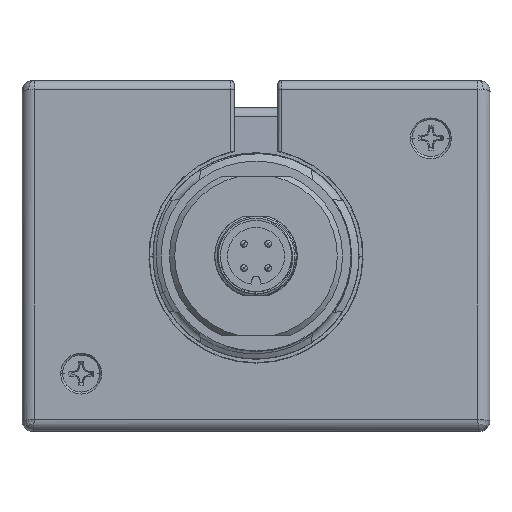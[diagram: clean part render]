
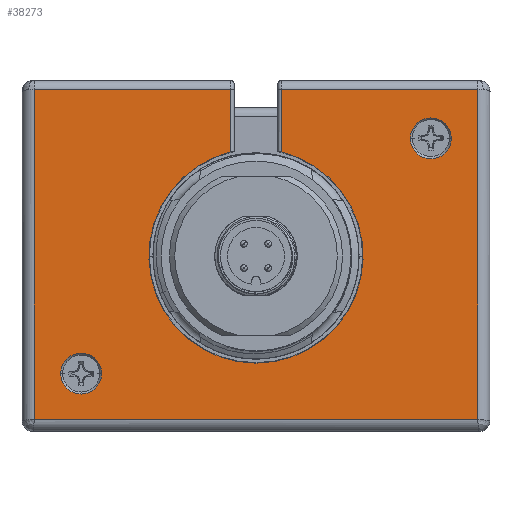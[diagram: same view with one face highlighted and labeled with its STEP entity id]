
A CAD part, front view. The second image highlights one B-rep face of the part: STEP entity #38273.
In plain terms, the highlighted planar face has unit normal (0, -1, 0).
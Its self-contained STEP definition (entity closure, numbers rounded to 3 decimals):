
#31438=CARTESIAN_POINT('',(25.4,0.,17.09));
#31439=DIRECTION('',(0.,1.,0.));
#31440=DIRECTION('',(-1.,0.,0.));
#31441=AXIS2_PLACEMENT_3D('',#31438,#31439,#31440);
#31443=CARTESIAN_POINT('',(25.4,0.,17.09));
#31444=DIRECTION('',(0.,1.,0.));
#31445=DIRECTION('',(1.,0.,0.));
#31446=AXIS2_PLACEMENT_3D('',#31443,#31444,#31445);
#31448=CARTESIAN_POINT('',(-25.4,0.,-17.09));
#31449=DIRECTION('',(0.,1.,0.));
#31450=DIRECTION('',(-1.,0.,0.));
#31451=AXIS2_PLACEMENT_3D('',#31448,#31449,#31450);
#31453=CARTESIAN_POINT('',(-25.4,0.,-17.09));
#31454=DIRECTION('',(0.,1.,0.));
#31455=DIRECTION('',(1.,0.,0.));
#31456=AXIS2_PLACEMENT_3D('',#31453,#31454,#31455);
#31458=DIRECTION('',(1.,0.,0.));
#31459=VECTOR('',#31458,28.525);
#31460=CARTESIAN_POINT('',(3.675,0.,24.15));
#31461=LINE('',#31460,#31459);
#31462=DIRECTION('',(0.,0.,-1.));
#31463=VECTOR('',#31462,47.85);
#31464=CARTESIAN_POINT('',(32.2,0.,24.15));
#31465=LINE('',#31464,#31463);
#31466=DIRECTION('',(-1.,0.,0.));
#31467=VECTOR('',#31466,64.4);
#31468=CARTESIAN_POINT('',(32.2,0.,-23.7));
#31469=LINE('',#31468,#31467);
#31470=DIRECTION('',(0.,0.,-1.));
#31471=VECTOR('',#31470,47.85);
#31472=CARTESIAN_POINT('',(-32.2,0.,24.15));
#31473=LINE('',#31472,#31471);
#31474=DIRECTION('',(1.,0.,0.));
#31475=VECTOR('',#31474,28.525);
#31476=CARTESIAN_POINT('',(-32.2,0.,24.15));
#31477=LINE('',#31476,#31475);
#31478=DIRECTION('',(0.,0.,1.));
#31479=VECTOR('',#31478,9.027);
#31480=CARTESIAN_POINT('',(-3.675,0.,15.123));
#31481=LINE('',#31480,#31479);
#31482=CARTESIAN_POINT('',(0.,0.,0.));
#31483=DIRECTION('',(0.,1.,0.));
#31484=DIRECTION('',(0.236,0.,0.972));
#31485=AXIS2_PLACEMENT_3D('',#31482,#31483,#31484);
#31487=DIRECTION('',(0.,0.,-1.));
#31488=VECTOR('',#31487,9.027);
#31489=CARTESIAN_POINT('',(3.675,0.,24.15));
#31490=LINE('',#31489,#31488);
#32643=CARTESIAN_POINT('',(-3.675,0.,15.123));
#32650=CARTESIAN_POINT('',(3.675,0.,15.123));
#37042=CARTESIAN_POINT('',(32.2,0.,-23.7));
#37043=CARTESIAN_POINT('',(-32.2,0.,-23.7));
#37044=VERTEX_POINT('',#37042);
#37045=VERTEX_POINT('',#37043);
#37055=VERTEX_POINT('',#32643);
#37060=VERTEX_POINT('',#32650);
#37071=CARTESIAN_POINT('',(32.2,0.,24.15));
#37072=VERTEX_POINT('',#37071);
#37075=CARTESIAN_POINT('',(3.675,0.,24.15));
#37076=VERTEX_POINT('',#37075);
#37081=CARTESIAN_POINT('',(-32.2,0.,24.15));
#37082=CARTESIAN_POINT('',(-3.675,0.,24.15));
#37083=VERTEX_POINT('',#37081);
#37084=VERTEX_POINT('',#37082);
#38176=CARTESIAN_POINT('',(22.425,0.,17.09));
#38177=CARTESIAN_POINT('',(28.375,0.,17.09));
#38178=VERTEX_POINT('',#38176);
#38179=VERTEX_POINT('',#38177);
#38180=CARTESIAN_POINT('',(-28.375,0.,-17.09));
#38181=CARTESIAN_POINT('',(-22.425,0.,-17.09));
#38182=VERTEX_POINT('',#38180);
#38183=VERTEX_POINT('',#38181);
#38239=CARTESIAN_POINT('',(-34.,0.,-25.5));
#38240=DIRECTION('',(0.,-1.,0.));
#38241=DIRECTION('',(1.,0.,0.));
#38242=AXIS2_PLACEMENT_3D('',#38239,#38240,#38241);
#38243=PLANE('',#38242);
#38245=ORIENTED_EDGE('',*,*,#38244,.T.);
#38247=ORIENTED_EDGE('',*,*,#38246,.T.);
#38248=ORIENTED_EDGE('',*,*,#38229,.T.);
#38250=ORIENTED_EDGE('',*,*,#38249,.F.);
#38252=ORIENTED_EDGE('',*,*,#38251,.T.);
#38254=ORIENTED_EDGE('',*,*,#38253,.F.);
#38256=ORIENTED_EDGE('',*,*,#38255,.F.);
#38258=ORIENTED_EDGE('',*,*,#38257,.F.);
#38259=EDGE_LOOP('',(#38245,#38247,#38248,#38250,#38252,#38254,#38256,#38258));
#38260=FACE_OUTER_BOUND('',#38259,.F.);
#38262=ORIENTED_EDGE('',*,*,#38261,.F.);
#38264=ORIENTED_EDGE('',*,*,#38263,.F.);
#38265=EDGE_LOOP('',(#38262,#38264));
#38266=FACE_BOUND('',#38265,.F.);
#38268=ORIENTED_EDGE('',*,*,#38267,.F.);
#38270=ORIENTED_EDGE('',*,*,#38269,.F.);
#38271=EDGE_LOOP('',(#38268,#38270));
#38272=FACE_BOUND('',#38271,.F.);
#38273=ADVANCED_FACE('',(#38260,#38266,#38272),#38243,.T.);
#31442=CIRCLE('',#31441,2.975);
#31447=CIRCLE('',#31446,2.975);
#31452=CIRCLE('',#31451,2.975);
#31457=CIRCLE('',#31456,2.975);
#31486=CIRCLE('',#31485,15.563);
#38229=EDGE_CURVE('',#37044,#37045,#31469,.T.);
#38244=EDGE_CURVE('',#37076,#37072,#31461,.T.);
#38246=EDGE_CURVE('',#37072,#37044,#31465,.T.);
#38249=EDGE_CURVE('',#37083,#37045,#31473,.T.);
#38251=EDGE_CURVE('',#37083,#37084,#31477,.T.);
#38253=EDGE_CURVE('',#37055,#37084,#31481,.T.);
#38255=EDGE_CURVE('',#37060,#37055,#31486,.T.);
#38257=EDGE_CURVE('',#37076,#37060,#31490,.T.);
#38261=EDGE_CURVE('',#38182,#38183,#31452,.T.);
#38263=EDGE_CURVE('',#38183,#38182,#31457,.T.);
#38267=EDGE_CURVE('',#38178,#38179,#31442,.T.);
#38269=EDGE_CURVE('',#38179,#38178,#31447,.T.);
